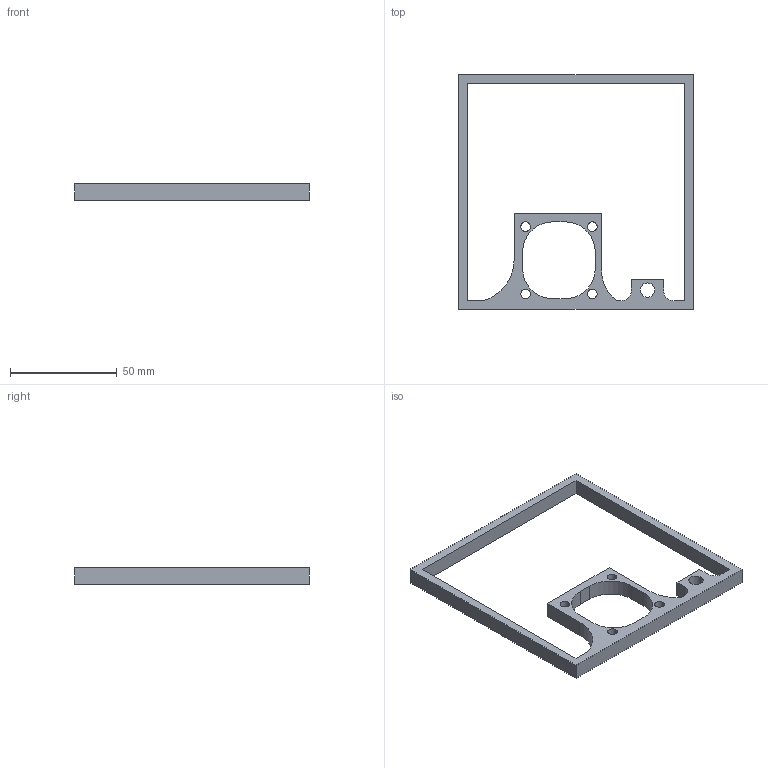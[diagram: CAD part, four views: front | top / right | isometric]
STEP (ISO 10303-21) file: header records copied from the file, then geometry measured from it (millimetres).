
FILE_DESCRIPTION(('CATIA V5 STEP Exchange','CAx-IF Rec.Pracs.--- Model Styling and Organization---1.5--- 2016-08-15','CAx-IF Rec.Pracs.---Supplemental Geometry---1.0---2011-11-01','CAx-IF Rec.Pracs.--- Composite Materials ---3.4---2017-06-13','CAx-IF Rec.Pracs.---Tessellated 3D Geometry---1.0---2015-12-17'),'2;1');
FILE_NAME('Electronics box_lockV2.stp','2026-02-10T14:09:41+00:00',('none'),('none'),'CATIA Version 5-6 Release 2023 SP4','CATIA V5 STEP AP242 v3','none');
FILE_SCHEMA(('AP242_MANAGED_MODEL_BASED_3D_ENGINEERING_MIM_LF {1 0 10303 442 1 1 4}'));
Length unit declared in the file: millimetre
Products named in the file (1): Part2
Bounding box: 110 x 110 x 7.5 mm (x, y, z)
Volume: 18657.8 mm3; surface area: 13426.2 mm2
Topology: 1 solids, 1 shells, 40 faces, 114 edges, 76 vertices
Faces by surface type: plane 22, cylinder 18
Entity records: 1292 total; most frequent: ORIENTED_EDGE 228, CARTESIAN_POINT 224, DIRECTION 180, EDGE_CURVE 114, VECTOR 78, LINE 78, VERTEX_POINT 76, AXIS2_PLACEMENT_3D 70
